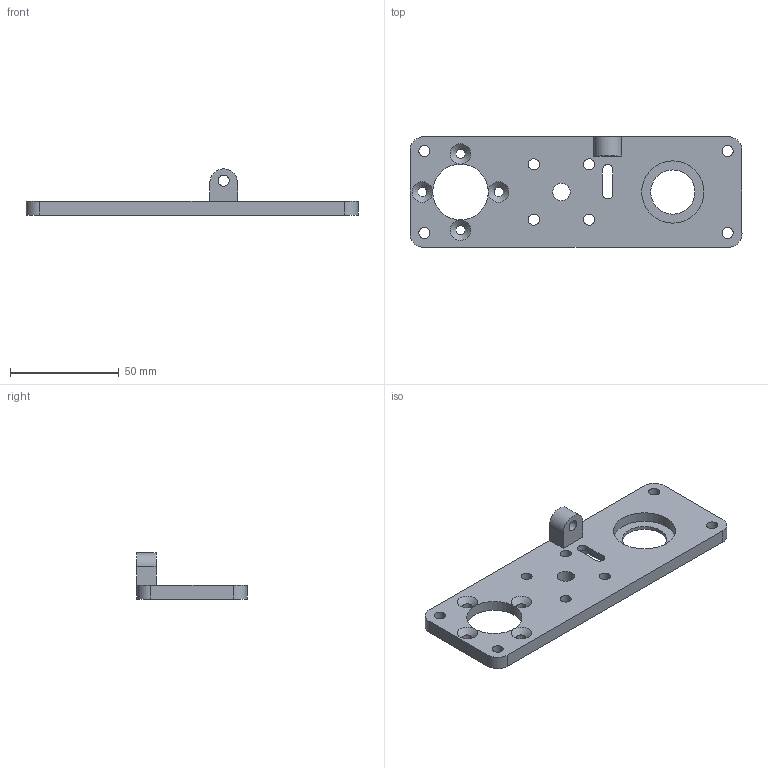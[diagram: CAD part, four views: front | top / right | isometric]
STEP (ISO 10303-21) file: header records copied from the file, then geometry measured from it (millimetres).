
FILE_DESCRIPTION(/* description */ (''),/* implementation_level */ '2;1');
FILE_NAME(/* name */ 'PlateB v43.step',/* time_stamp */ '2021-08-09T11:32:19-04:00',/* author */ (''),/* organization */ (''),/* preprocessor_version */ 'ST-DEVELOPER v18.1',/* originating_system */ 'Autodesk Translation Framework v10.9.0.1377',/* authorisation */ '');
FILE_SCHEMA (('AUTOMOTIVE_DESIGN { 1 0 10303 214 3 1 1 }'));
Length unit declared in the file: inch
Products named in the file (1): PlateB
Bounding box: 152.4 x 50.8 x 21.27 mm (x, y, z)
Volume: 39446.1 mm3; surface area: 18838.4 mm2
Topology: 1 solids, 1 shells, 48 faces, 123 edges, 80 vertices
Faces by surface type: cylinder 27, plane 17, cone 4
Full cylindrical faces by diameter (mm): 4.293 x4, 5.118 x9, 7.976 x1, 20.32 x1, 25.5 x1, 28.588 x1, 42.5 x1
Entity records: 1569 total; most frequent: DIRECTION 279, CARTESIAN_POINT 252, ORIENTED_EDGE 246, EDGE_CURVE 123, AXIS2_PLACEMENT_3D 107, EDGE_LOOP 85, VERTEX_POINT 80, LINE 65
